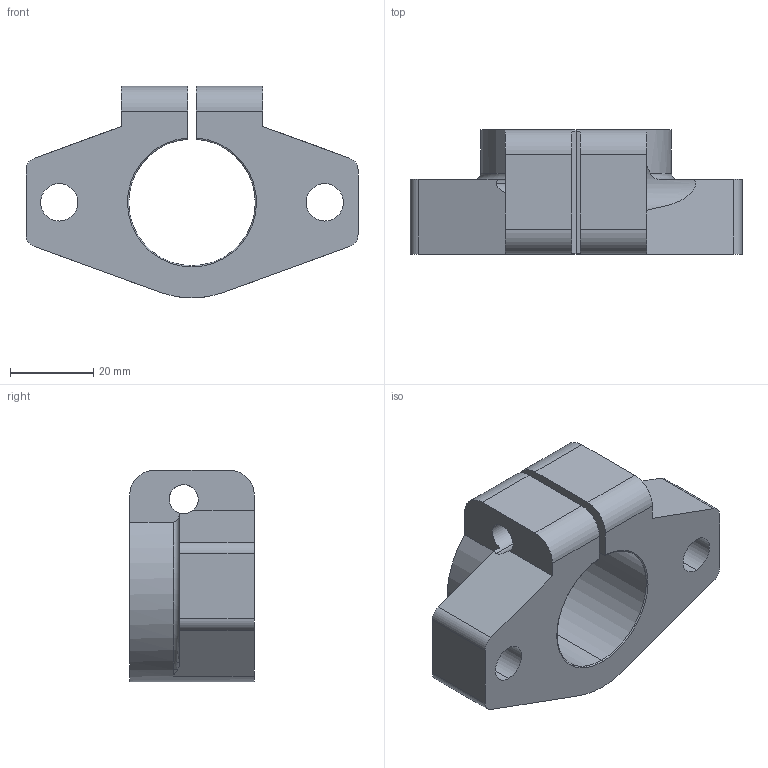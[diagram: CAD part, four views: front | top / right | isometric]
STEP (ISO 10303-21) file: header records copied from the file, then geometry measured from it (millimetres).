
FILE_DESCRIPTION (( 'STEP AP203' ), '1' );
FILE_NAME ('SHF30.STEP', '2021-01-30T18:50:11', ( '' ), ( '' ), 'SwSTEP 2.0', 'SolidWorks 2015', '' );
FILE_SCHEMA (( 'CONFIG_CONTROL_DESIGN' ));
Length unit declared in the file: millimetre
Products named in the file (1): SHF30
Bounding box: 80 x 30 x 51 mm (x, y, z)
Volume: 49513.5 mm3; surface area: 14980.7 mm2
Topology: 1 solids, 1 shells, 43 faces, 124 edges, 82 vertices
Faces by surface type: cylinder 21, plane 16, torus 6
Entity records: 1563 total; most frequent: CARTESIAN_POINT 314, DIRECTION 251, ORIENTED_EDGE 248, EDGE_CURVE 124, AXIS2_PLACEMENT_3D 95, VERTEX_POINT 82, LINE 61, VECTOR 61
